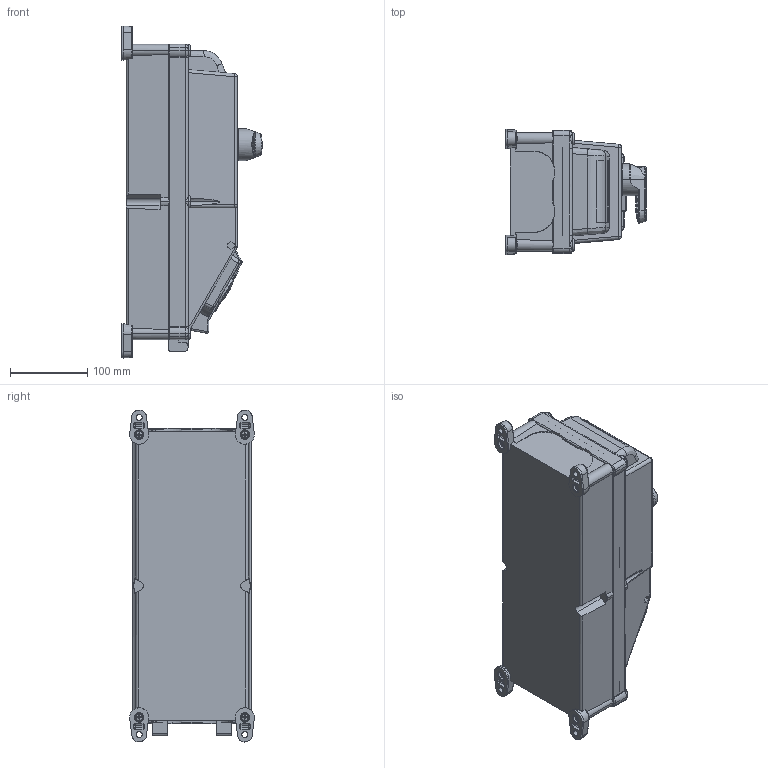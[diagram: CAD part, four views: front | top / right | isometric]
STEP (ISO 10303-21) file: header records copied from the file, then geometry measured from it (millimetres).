
FILE_DESCRIPTION (( 'STEP AP214' ), '1' );
FILE_NAME ('CATSTD-0EDSR-023-M01.STEP', '2022-05-20T17:57:29', ( '' ), ( '' ), 'SwSTEP 2.0', 'SolidWorks 2020', '' );
FILE_SCHEMA (( 'AUTOMOTIVE_DESIGN' ));
Length unit declared in the file: inch
Products named in the file (1): CATSTD-0EDSR-023-M01
Bounding box: 181.02 x 161.13 x 428.63 mm (x, y, z)
Surface area: 494079 mm2 (no closed solid volume)
Topology: 0 solids, 12 shells, 2007 faces, 5235 edges, 3339 vertices
Faces by surface type: plane 820, cylinder 675, bspline 219, torus 208, cone 60, sphere 25
Entity records: 148174 total; most frequent: CARTESIAN_POINT 84650, ORIENTED_EDGE 10418, EDGE_CURVE 5213, B_SPLINE_CURVE_WITH_KNOTS 5042, DIRECTION 3712, VERTEX_POINT 3339, EDGE_LOOP 2134, ADVANCED_FACE 2007
